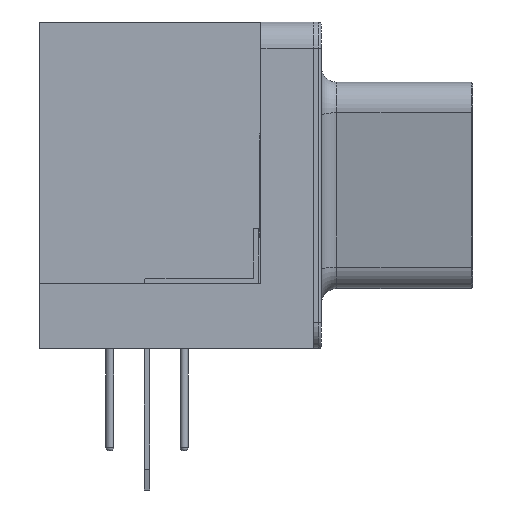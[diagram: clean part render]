
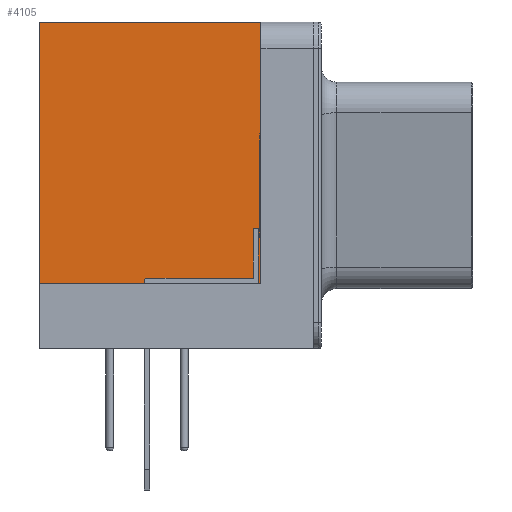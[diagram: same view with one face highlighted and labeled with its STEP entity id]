
A CAD part, left-side view. The second image highlights one B-rep face of the part: STEP entity #4105.
In plain terms, the highlighted planar face has unit normal (-1, 0, 0).
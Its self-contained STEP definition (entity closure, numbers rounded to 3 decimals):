
#3201 = VERTEX_POINT('',#3202);
#3202 = CARTESIAN_POINT('',(-4.405,2.7,12.5));
#3208 = EDGE_CURVE('',#3209,#3201,#3211,.T.);
#3209 = VERTEX_POINT('',#3210);
#3210 = CARTESIAN_POINT('',(-4.405,-5.78,12.5));
#3211 = LINE('',#3212,#3213);
#3212 = CARTESIAN_POINT('',(-4.405,-6.78,12.5));
#3213 = VECTOR('',#3214,1.);
#3214 = DIRECTION('',(0.,1.,0.));
#3298 = EDGE_CURVE('',#3299,#3201,#3301,.T.);
#3299 = VERTEX_POINT('',#3300);
#3300 = CARTESIAN_POINT('',(-4.405,2.7,2.5));
#3301 = LINE('',#3302,#3303);
#3302 = CARTESIAN_POINT('',(-4.405,2.7,4.375));
#3303 = VECTOR('',#3304,1.);
#3304 = DIRECTION('',(0.,0.,1.));
#3935 = VERTEX_POINT('',#3936);
#3936 = CARTESIAN_POINT('',(-4.405,-5.78,2.5));
#3942 = EDGE_CURVE('',#3935,#3209,#3943,.T.);
#3943 = LINE('',#3944,#3945);
#3944 = CARTESIAN_POINT('',(-4.405,-5.78,2.5));
#3945 = VECTOR('',#3946,1.);
#3946 = DIRECTION('',(0.,0.,1.));
#3972 = EDGE_CURVE('',#3935,#3299,#3973,.T.);
#3973 = LINE('',#3974,#3975);
#3974 = CARTESIAN_POINT('',(-4.405,-5.78,2.5));
#3975 = VECTOR('',#3976,1.);
#3976 = DIRECTION('',(0.,1.,0.));
#4105 = ADVANCED_FACE('',(#4106),#4112,.F.);
#4106 = FACE_BOUND('',#4107,.F.);
#4107 = EDGE_LOOP('',(#4108,#4109,#4110,#4111));
#4108 = ORIENTED_EDGE('',*,*,#3942,.F.);
#4109 = ORIENTED_EDGE('',*,*,#3972,.T.);
#4110 = ORIENTED_EDGE('',*,*,#3298,.T.);
#4111 = ORIENTED_EDGE('',*,*,#3208,.F.);
#4112 = PLANE('',#4113);
#4113 = AXIS2_PLACEMENT_3D('',#4114,#4115,#4116);
#4114 = CARTESIAN_POINT('',(-4.405,-5.78,2.5));
#4115 = DIRECTION('',(1.,0.,0.));
#4116 = DIRECTION('',(0.,0.,1.));
